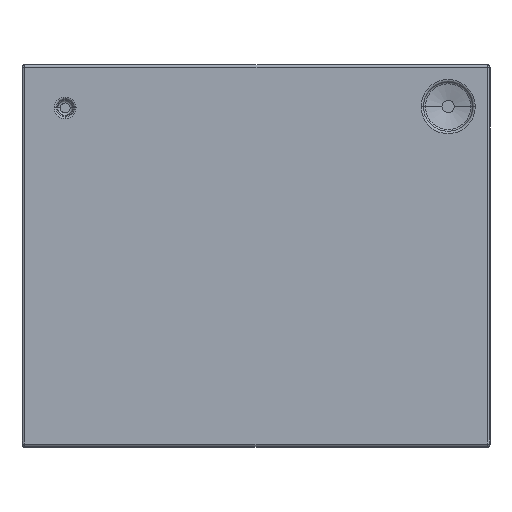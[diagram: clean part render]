
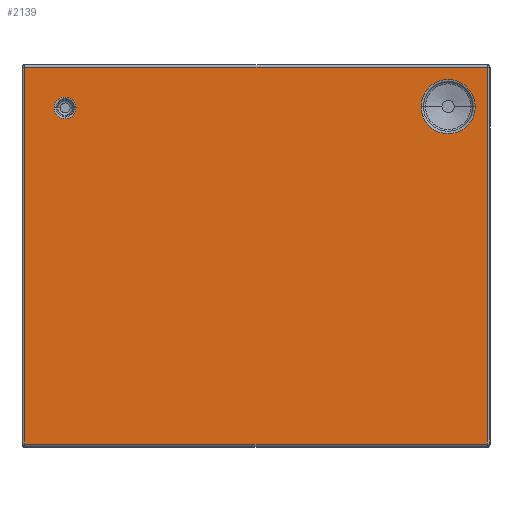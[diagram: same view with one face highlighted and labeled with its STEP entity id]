
A CAD part, top view. The second image highlights one B-rep face of the part: STEP entity #2139.
In plain terms, the highlighted planar face has unit normal (0, 0, 1).
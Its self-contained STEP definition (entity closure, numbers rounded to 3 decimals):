
#15 = PLANE ( 'NONE',  #2107 ) ;
#61 = EDGE_CURVE ( 'NONE', #3624, #3384, #806, .T. ) ;
#155 = ORIENTED_EDGE ( 'NONE', *, *, #3616, .T. ) ;
#260 = FACE_OUTER_BOUND ( 'NONE', #1118, .T. ) ;
#280 = VECTOR ( 'NONE', #3614, 1000. ) ;
#284 = CARTESIAN_POINT ( 'NONE',  ( 0., 0., 15.3 ) ) ;
#477 = VECTOR ( 'NONE', #1583, 1000. ) ;
#559 = DIRECTION ( 'NONE',  ( 0., 0., -1. ) ) ;
#564 = FACE_BOUND ( 'NONE', #2428, .T. ) ;
#592 = DIRECTION ( 'NONE',  ( 1., 0., 0. ) ) ;
#610 = CARTESIAN_POINT ( 'NONE',  ( 6.7, 6.05, 15.3 ) ) ;
#699 = EDGE_CURVE ( 'NONE', #3384, #1601, #3375, .T. ) ;
#727 = VERTEX_POINT ( 'NONE', #1384 ) ;
#788 = LINE ( 'NONE', #956, #477 ) ;
#806 = LINE ( 'NONE', #2254, #280 ) ;
#828 = AXIS2_PLACEMENT_3D ( 'NONE', #1977, #1429, #3094 ) ;
#921 = EDGE_LOOP ( 'NONE', ( #1300, #155 ) ) ;
#956 = CARTESIAN_POINT ( 'NONE',  ( -9.397, -7.747, 15.3 ) ) ;
#1049 = CARTESIAN_POINT ( 'NONE',  ( 9.397, 7.647, 15.3 ) ) ;
#1118 = EDGE_LOOP ( 'NONE', ( #3214, #2294, #3433, #1666 ) ) ;
#1124 = CARTESIAN_POINT ( 'NONE',  ( -9.497, 7.647, 15.3 ) ) ;
#1128 = CARTESIAN_POINT ( 'NONE',  ( 9.397, 7.747, 15.3 ) ) ;
#1162 = CARTESIAN_POINT ( 'NONE',  ( 7.8, 6.05, 15.3 ) ) ;
#1175 = DIRECTION ( 'NONE',  ( -1., 0., 0. ) ) ;
#1269 = EDGE_CURVE ( 'NONE', #727, #3069, #2539, .T. ) ;
#1300 = ORIENTED_EDGE ( 'NONE', *, *, #1349, .T. ) ;
#1349 = EDGE_CURVE ( 'NONE', #2104, #3303, #3095, .T. ) ;
#1384 = CARTESIAN_POINT ( 'NONE',  ( -7.306, 5.997, 15.3 ) ) ;
#1404 = DIRECTION ( 'NONE',  ( 1., 0., 0. ) ) ;
#1419 = DIRECTION ( 'NONE',  ( 0., 1., 0. ) ) ;
#1428 = DIRECTION ( 'NONE',  ( 1., 0., 0. ) ) ;
#1429 = DIRECTION ( 'NONE',  ( 0., 0., -1. ) ) ;
#1583 = DIRECTION ( 'NONE',  ( 0., -1., 0. ) ) ;
#1601 = VERTEX_POINT ( 'NONE', #1049 ) ;
#1636 = CIRCLE ( 'NONE', #828, 0.441 ) ;
#1666 = ORIENTED_EDGE ( 'NONE', *, *, #699, .T. ) ;
#1696 = AXIS2_PLACEMENT_3D ( 'NONE', #2012, #559, #1404 ) ;
#1698 = ORIENTED_EDGE ( 'NONE', *, *, #3589, .T. ) ;
#1737 = CARTESIAN_POINT ( 'NONE',  ( 7.8, 6.05, 15.3 ) ) ;
#1804 = LINE ( 'NONE', #1124, #2525 ) ;
#1812 = EDGE_CURVE ( 'NONE', #2432, #3624, #788, .T. ) ;
#1977 = CARTESIAN_POINT ( 'NONE',  ( -7.747, 5.997, 15.3 ) ) ;
#2012 = CARTESIAN_POINT ( 'NONE',  ( -7.747, 5.997, 15.3 ) ) ;
#2062 = AXIS2_PLACEMENT_3D ( 'NONE', #1737, #3673, #592 ) ;
#2104 = VERTEX_POINT ( 'NONE', #3358 ) ;
#2107 = AXIS2_PLACEMENT_3D ( 'NONE', #284, #2568, #1428 ) ;
#2139 = ADVANCED_FACE ( 'NONE', ( #3313, #564, #260 ), #15, .T. ) ;
#2212 = CARTESIAN_POINT ( 'NONE',  ( -8.189, 5.997, 15.3 ) ) ;
#2254 = CARTESIAN_POINT ( 'NONE',  ( 9.497, -7.647, 15.3 ) ) ;
#2293 = ORIENTED_EDGE ( 'NONE', *, *, #1269, .T. ) ;
#2294 = ORIENTED_EDGE ( 'NONE', *, *, #1812, .T. ) ;
#2317 = CIRCLE ( 'NONE', #2062, 1.1 ) ;
#2428 = EDGE_LOOP ( 'NONE', ( #2293, #1698 ) ) ;
#2432 = VERTEX_POINT ( 'NONE', #3536 ) ;
#2465 = AXIS2_PLACEMENT_3D ( 'NONE', #1162, #2908, #3190 ) ;
#2525 = VECTOR ( 'NONE', #1175, 1000. ) ;
#2539 = CIRCLE ( 'NONE', #1696, 0.441 ) ;
#2568 = DIRECTION ( 'NONE',  ( 0., 0., 1. ) ) ;
#2675 = VECTOR ( 'NONE', #1419, 1000. ) ;
#2842 = CARTESIAN_POINT ( 'NONE',  ( -9.397, -7.647, 15.3 ) ) ;
#2908 = DIRECTION ( 'NONE',  ( 0., 0., -1. ) ) ;
#3008 = CARTESIAN_POINT ( 'NONE',  ( 9.397, -7.647, 15.3 ) ) ;
#3069 = VERTEX_POINT ( 'NONE', #2212 ) ;
#3094 = DIRECTION ( 'NONE',  ( 1., 0., 0. ) ) ;
#3095 = CIRCLE ( 'NONE', #2465, 1.1 ) ;
#3183 = EDGE_CURVE ( 'NONE', #1601, #2432, #1804, .T. ) ;
#3190 = DIRECTION ( 'NONE',  ( 1., 0., 0. ) ) ;
#3214 = ORIENTED_EDGE ( 'NONE', *, *, #3183, .T. ) ;
#3303 = VERTEX_POINT ( 'NONE', #610 ) ;
#3313 = FACE_BOUND ( 'NONE', #921, .T. ) ;
#3358 = CARTESIAN_POINT ( 'NONE',  ( 8.9, 6.05, 15.3 ) ) ;
#3375 = LINE ( 'NONE', #1128, #2675 ) ;
#3384 = VERTEX_POINT ( 'NONE', #3008 ) ;
#3433 = ORIENTED_EDGE ( 'NONE', *, *, #61, .T. ) ;
#3536 = CARTESIAN_POINT ( 'NONE',  ( -9.397, 7.647, 15.3 ) ) ;
#3589 = EDGE_CURVE ( 'NONE', #3069, #727, #1636, .T. ) ;
#3614 = DIRECTION ( 'NONE',  ( 1., 0., 0. ) ) ;
#3616 = EDGE_CURVE ( 'NONE', #3303, #2104, #2317, .T. ) ;
#3624 = VERTEX_POINT ( 'NONE', #2842 ) ;
#3673 = DIRECTION ( 'NONE',  ( 0., 0., -1. ) ) ;
